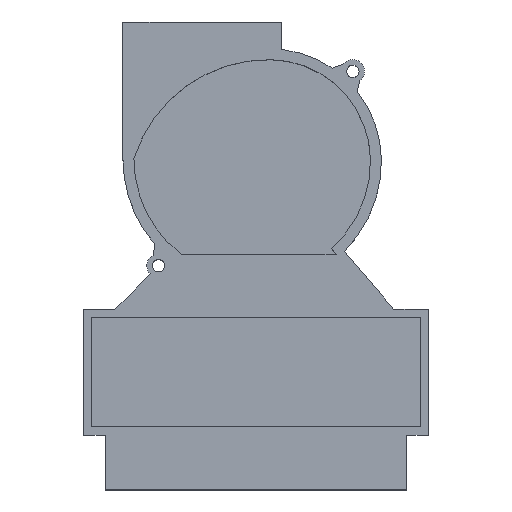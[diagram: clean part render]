
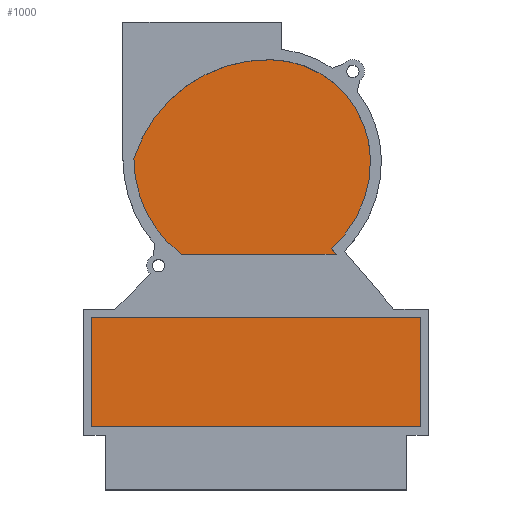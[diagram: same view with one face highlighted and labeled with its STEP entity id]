
A CAD part, top view. The second image highlights one B-rep face of the part: STEP entity #1000.
In plain terms, the highlighted planar face has unit normal (0, 0, 1).
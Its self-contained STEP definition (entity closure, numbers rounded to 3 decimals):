
#51=CIRCLE('',#1055,37.018);
#52=CIRCLE('',#1057,51.499);
#53=CIRCLE('',#1059,43.603);
#54=CIRCLE('',#1062,4.25);
#55=CIRCLE('',#1070,42.723);
#87=FACE_OUTER_BOUND('',#143,.T.);
#143=EDGE_LOOP('',(#792,#793,#794,#795,#796,#797,#798,#799,#800,#801,#802,
#803,#804));
#232=LINE('',#1535,#350);
#235=LINE('',#1543,#353);
#237=LINE('',#1548,#355);
#240=LINE('',#1553,#358);
#242=LINE('',#1557,#360);
#244=LINE('',#1561,#362);
#245=LINE('',#1562,#363);
#247=LINE('',#1566,#365);
#350=VECTOR('',#1230,10.);
#353=VECTOR('',#1239,10.);
#355=VECTOR('',#1243,10.);
#358=VECTOR('',#1248,10.);
#360=VECTOR('',#1252,10.);
#362=VECTOR('',#1256,10.);
#363=VECTOR('',#1257,10.);
#365=VECTOR('',#1261,10.);
#468=VERTEX_POINT('',#1518);
#469=VERTEX_POINT('',#1519);
#470=VERTEX_POINT('',#1524);
#472=VERTEX_POINT('',#1530);
#473=VERTEX_POINT('',#1534);
#474=VERTEX_POINT('',#1538);
#475=VERTEX_POINT('',#1542);
#476=VERTEX_POINT('',#1546);
#477=VERTEX_POINT('',#1547);
#478=VERTEX_POINT('',#1552);
#479=VERTEX_POINT('',#1556);
#480=VERTEX_POINT('',#1560);
#481=VERTEX_POINT('',#1565);
#573=EDGE_CURVE('',#468,#469,#51,.T.);
#576=EDGE_CURVE('',#469,#470,#52,.T.);
#579=EDGE_CURVE('',#470,#472,#53,.T.);
#581=EDGE_CURVE('',#472,#473,#232,.T.);
#583=EDGE_CURVE('',#473,#474,#54,.T.);
#585=EDGE_CURVE('',#474,#475,#235,.T.);
#587=EDGE_CURVE('',#476,#477,#237,.T.);
#590=EDGE_CURVE('',#477,#478,#240,.T.);
#592=EDGE_CURVE('',#478,#479,#242,.T.);
#594=EDGE_CURVE('',#479,#480,#244,.T.);
#595=EDGE_CURVE('',#475,#476,#245,.T.);
#597=EDGE_CURVE('',#480,#481,#247,.T.);
#599=EDGE_CURVE('',#481,#468,#55,.T.);
#792=ORIENTED_EDGE('',*,*,#573,.T.);
#793=ORIENTED_EDGE('',*,*,#576,.T.);
#794=ORIENTED_EDGE('',*,*,#579,.T.);
#795=ORIENTED_EDGE('',*,*,#581,.T.);
#796=ORIENTED_EDGE('',*,*,#583,.T.);
#797=ORIENTED_EDGE('',*,*,#585,.T.);
#798=ORIENTED_EDGE('',*,*,#595,.T.);
#799=ORIENTED_EDGE('',*,*,#587,.T.);
#800=ORIENTED_EDGE('',*,*,#590,.T.);
#801=ORIENTED_EDGE('',*,*,#592,.T.);
#802=ORIENTED_EDGE('',*,*,#594,.T.);
#803=ORIENTED_EDGE('',*,*,#597,.T.);
#804=ORIENTED_EDGE('',*,*,#599,.T.);
#955=PLANE('',#1073);
#1000=ADVANCED_FACE('',(#87),#955,.T.);
#1055=AXIS2_PLACEMENT_3D('',#1520,#1213,#1214);
#1057=AXIS2_PLACEMENT_3D('',#1525,#1219,#1220);
#1059=AXIS2_PLACEMENT_3D('',#1531,#1225,#1226);
#1062=AXIS2_PLACEMENT_3D('',#1539,#1234,#1235);
#1070=AXIS2_PLACEMENT_3D('',#1569,#1265,#1266);
#1073=AXIS2_PLACEMENT_3D('',#1574,#1272,#1273);
#1213=DIRECTION('center_axis',(0.,0.,
1.));
#1214=DIRECTION('ref_axis',(1.,0.019,0.));
#1219=DIRECTION('center_axis',(0.,0.,
1.));
#1220=DIRECTION('ref_axis',(0.014,1.,0.));
#1225=DIRECTION('center_axis',(0.,0.,
1.));
#1226=DIRECTION('ref_axis',(-1.,0.,0.));
#1230=DIRECTION('',(-0.707,-0.707,0.));
#1234=DIRECTION('center_axis',(0.,0.,
-1.));
#1235=DIRECTION('ref_axis',(1.,0.,0.));
#1239=DIRECTION('',(-0.707,-0.707,0.));
#1243=DIRECTION('',(0.,-1.,0.));
#1248=DIRECTION('',(1.,0.,0.));
#1252=DIRECTION('',(0.,1.,0.));
#1256=DIRECTION('',(-1.,0.,0.));
#1257=DIRECTION('',(-1.,0.,0.));
#1261=DIRECTION('',(-0.65,0.76,0.));
#1265=DIRECTION('center_axis',(0.,0.,
1.));
#1266=DIRECTION('ref_axis',(0.092,-0.996,0.));
#1272=DIRECTION('center_axis',(0.,0.,
1.));
#1273=DIRECTION('ref_axis',(1.,0.,0.));
#1518=CARTESIAN_POINT('',(38.401,-0.075,0.));
#1519=CARTESIAN_POINT('',(1.9,36.245,0.));
#1520=CARTESIAN_POINT('Origin',(1.389,-0.769,0.));
#1524=CARTESIAN_POINT('',(-48.,0.,0.));
#1525=CARTESIAN_POINT('Origin',(1.189,-15.249,0.));
#1530=CARTESIAN_POINT('',(-30.616,-34.84,0.));
#1531=CARTESIAN_POINT('Origin',(-4.397,0.,
0.));
#1534=CARTESIAN_POINT('',(-34.75,-38.971,0.));
#1535=CARTESIAN_POINT('',(-26.023,-30.249,0.));
#1538=CARTESIAN_POINT('',(-39.031,-43.25,0.));
#1539=CARTESIAN_POINT('Origin',(-39.,-39.,0.));
#1542=CARTESIAN_POINT('',(-53.673,-57.882,0.));
#1543=CARTESIAN_POINT('',(-35.485,-39.705,0.));
#1546=CARTESIAN_POINT('',(-63.392,-57.882,0.));
#1547=CARTESIAN_POINT('',(-63.392,-97.882,0.));
#1548=CARTESIAN_POINT('',(-63.392,-66.662,0.));
#1552=CARTESIAN_POINT('',(56.608,-97.882,0.));
#1553=CARTESIAN_POINT('',(26.608,-97.882,0.));
#1556=CARTESIAN_POINT('',(56.608,-57.882,0.));
#1557=CARTESIAN_POINT('',(56.608,-46.662,0.));
#1560=CARTESIAN_POINT('',(45.542,-57.882,0.));
#1561=CARTESIAN_POINT('',(21.075,-57.882,0.));
#1562=CARTESIAN_POINT('',(-33.392,-57.882,0.));
#1565=CARTESIAN_POINT('',(24.089,-32.79,0.));
#1566=CARTESIAN_POINT('',(18.941,-26.769,0.));
#1569=CARTESIAN_POINT('Origin',(-4.315,-0.876,0.));
#1574=CARTESIAN_POINT('Origin',(-3.392,-35.441,0.));
